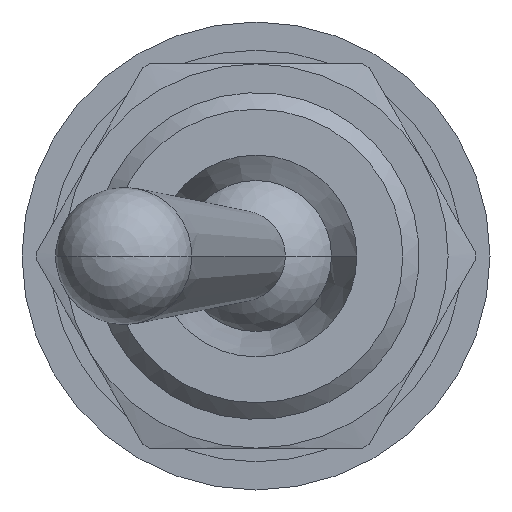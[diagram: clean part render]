
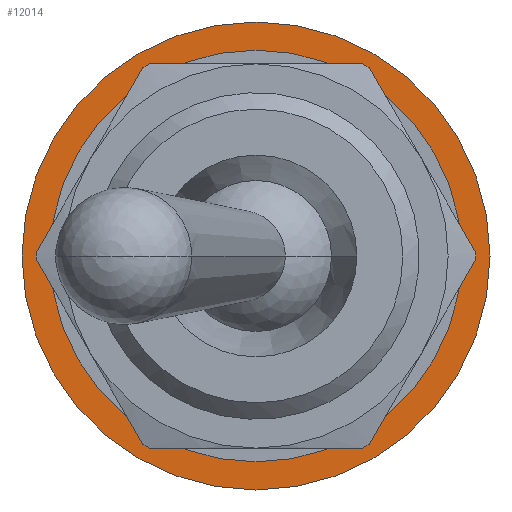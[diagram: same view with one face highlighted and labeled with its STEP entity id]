
A CAD part, front view. The second image highlights one B-rep face of the part: STEP entity #12014.
In plain terms, the highlighted planar face has unit normal (0, -1, 0).
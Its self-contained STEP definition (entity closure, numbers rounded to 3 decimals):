
#1809=CARTESIAN_POINT('',(0.,-8.,0.));
#1810=DIRECTION('',(0.,-1.,0.));
#1811=DIRECTION('',(-1.,0.,0.));
#1812=AXIS2_PLACEMENT_3D('',#1809,#1810,#1811);
#1814=CARTESIAN_POINT('',(0.,-8.,0.));
#1815=DIRECTION('',(0.,1.,0.));
#1816=DIRECTION('',(-1.,0.,0.));
#1817=AXIS2_PLACEMENT_3D('',#1814,#1815,#1816);
#1823=CARTESIAN_POINT('',(0.,-8.,0.));
#1824=DIRECTION('',(0.,1.,0.));
#1825=DIRECTION('',(-1.,0.,0.));
#1826=AXIS2_PLACEMENT_3D('',#1823,#1824,#1825);
#1832=CARTESIAN_POINT('',(0.,-8.,0.));
#1833=DIRECTION('',(0.,-1.,0.));
#1834=DIRECTION('',(-1.,0.,0.));
#1835=AXIS2_PLACEMENT_3D('',#1832,#1833,#1834);
#9844=CARTESIAN_POINT('',(-8.525,-8.,0.));
#9845=VERTEX_POINT('',#9844);
#9846=CARTESIAN_POINT('',(-7.5,-8.,0.));
#9848=VERTEX_POINT('',#9846);
#9856=CARTESIAN_POINT('',(8.525,-8.,0.));
#9857=VERTEX_POINT('',#9856);
#9858=CARTESIAN_POINT('',(7.5,-8.,0.));
#9860=VERTEX_POINT('',#9858);
#11999=CARTESIAN_POINT('',(0.,-8.,0.));
#12000=DIRECTION('',(0.,-1.,0.));
#12001=DIRECTION('',(-1.,0.,0.));
#12002=AXIS2_PLACEMENT_3D('',#11999,#12000,#12001);
#12003=PLANE('',#12002);
#12004=ORIENTED_EDGE('',*,*,#11992,.F.);
#12005=ORIENTED_EDGE('',*,*,#11981,.T.);
#12006=EDGE_LOOP('',(#12004,#12005));
#12007=FACE_OUTER_BOUND('',#12006,.F.);
#12009=ORIENTED_EDGE('',*,*,#12008,.F.);
#12011=ORIENTED_EDGE('',*,*,#12010,.T.);
#12012=EDGE_LOOP('',(#12009,#12011));
#12013=FACE_BOUND('',#12012,.F.);
#12014=ADVANCED_FACE('',(#12007,#12013),#12003,.T.);
#1813=CIRCLE('',#1812,8.525);
#1818=CIRCLE('',#1817,8.525);
#1827=CIRCLE('',#1826,7.5);
#1836=CIRCLE('',#1835,7.5);
#11981=EDGE_CURVE('',#9845,#9857,#1818,.T.);
#11992=EDGE_CURVE('',#9845,#9857,#1813,.T.);
#12008=EDGE_CURVE('',#9848,#9860,#1827,.T.);
#12010=EDGE_CURVE('',#9848,#9860,#1836,.T.);
